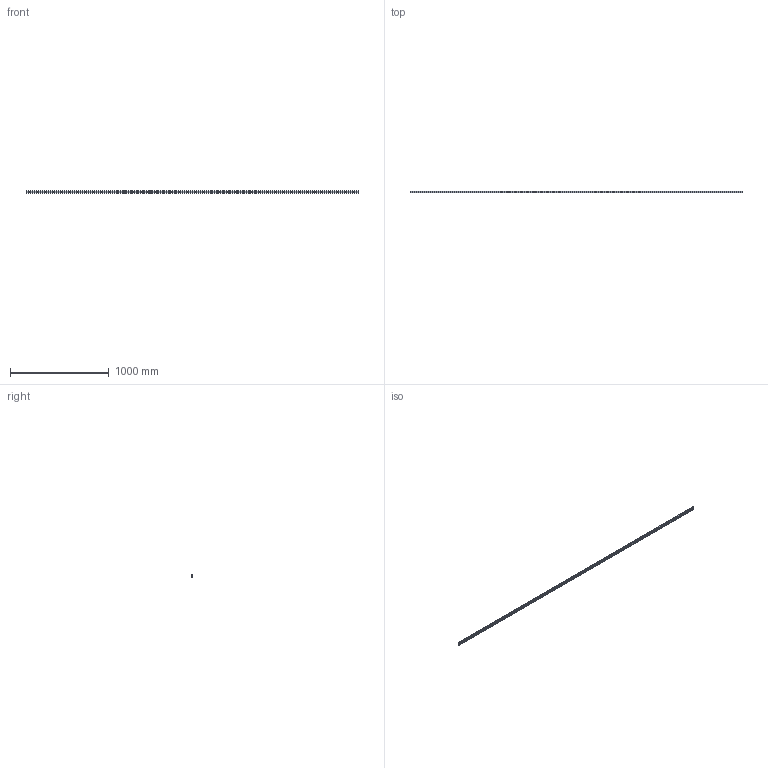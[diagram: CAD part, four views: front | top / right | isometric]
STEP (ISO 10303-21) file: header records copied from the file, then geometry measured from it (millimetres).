
FILE_DESCRIPTION((''),'2;1');
FILE_NAME('LCX 28H-3360.C.stp','2016-04-28T08:40:43',('MRathmann'),(''),'Autodesk Inventor 2012','Autodesk Inventor 2012','');
FILE_SCHEMA(('CONFIG_CONTROL_DESIGN'));
Length unit declared in the file: millimetre
Products named in the file (1): LCX 28H-3360.C
Bounding box: 3360 x 12.3 x 28 mm (x, y, z)
Volume: 543278.9 mm3; surface area: 325556.8 mm2
Topology: 1 solids, 1 shells, 150 faces, 360 edges, 254 vertices
Faces by surface type: cylinder 95, plane 55
Full cylindrical faces by diameter (mm): 6.4 x42, 11 x42
Entity records: 3906 total; most frequent: DIRECTION 726, CARTESIAN_POINT 597, ORIENTED_EDGE 468, EDGE_LOOP 360, AXIS2_PLACEMENT_3D 341, EDGE_CURVE 234, VERTEX_POINT 212, FACE_BOUND 210
